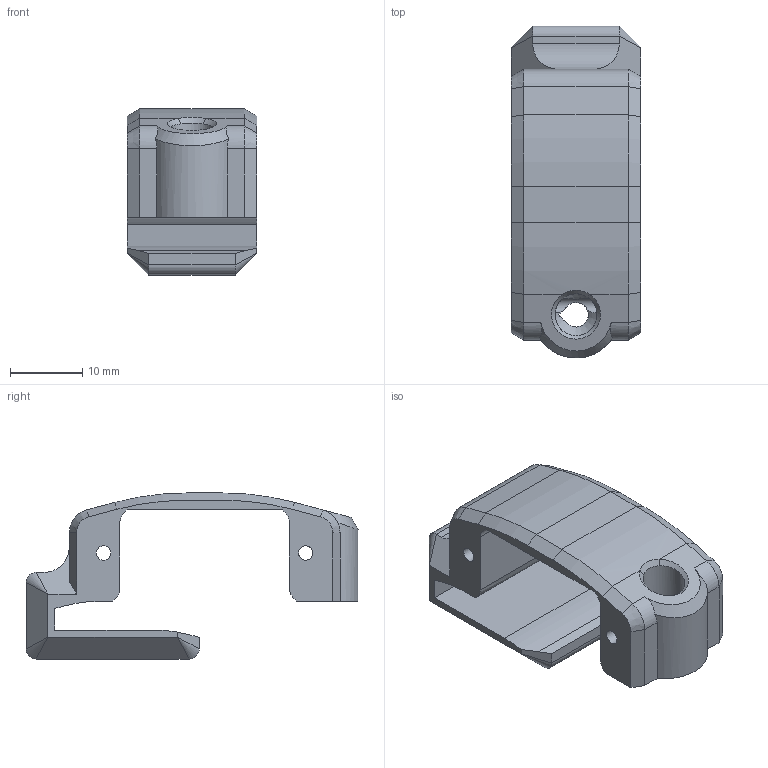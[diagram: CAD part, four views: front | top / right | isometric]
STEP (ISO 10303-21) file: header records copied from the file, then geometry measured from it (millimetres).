
FILE_DESCRIPTION(('STEP AP242'), '1');
FILE_NAME('Êðåïëåíèå-Ñåðâî', '', ('UNSPECIFIED'), ('UNSPECIFIED'), 'C3D Converter', 'C3D Toolkit', '');
FILE_SCHEMA(('AP242_MANAGED_MODEL_BASED_3D_ENGINEERING_MIM_LF { 1 0 10303 442 1 1 4 }'));
Length unit declared in the file: millimetre
Products named in the file (3): -05
Assembly tree (2 placements, depth 3):
  (unnamed)
    -05
      (unnamed)
Bounding box: 18 x 45.99 x 23 mm (x, y, z)
Volume: 5945.2 mm3; surface area: 4170.1 mm2
Topology: 1 solids, 1 shells, 84 faces, 225 edges, 134 vertices
Faces by surface type: plane 45, cylinder 16, bspline 13, cone 10
Full cylindrical faces by diameter (mm): 2 x2, 5.8 x1
Entity records: 4189 total; most frequent: CARTESIAN_POINT 2084, ORIENTED_EDGE 430, DIRECTION 363, EDGE_CURVE 215, LINE 143, VECTOR 143, VERTEX_POINT 134, AXIS2_PLACEMENT_3D 110
